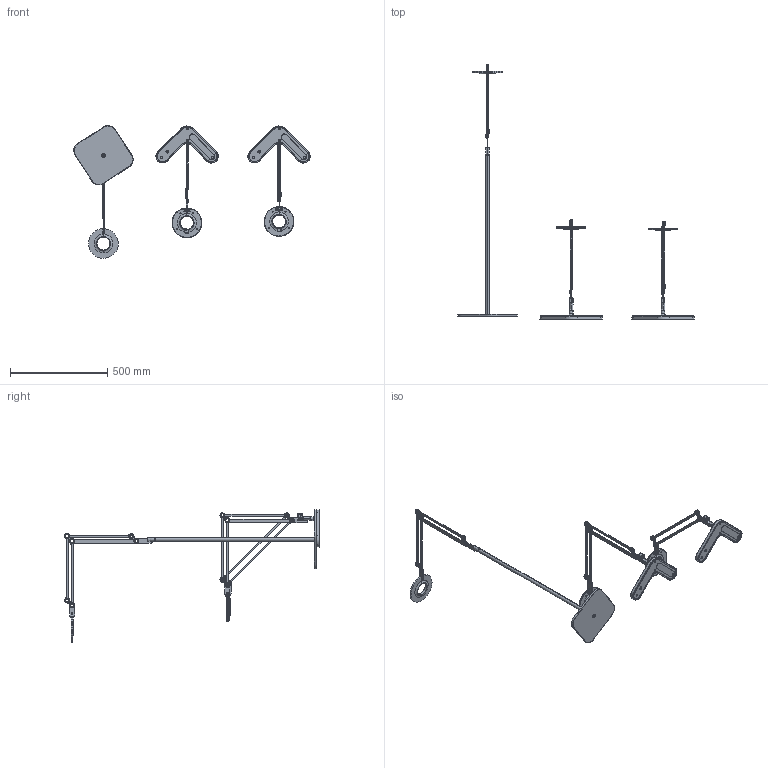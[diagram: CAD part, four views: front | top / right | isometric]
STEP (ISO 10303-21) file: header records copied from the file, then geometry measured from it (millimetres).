
FILE_DESCRIPTION(/* description */ (''),/* implementation_level */ '2;1');
FILE_NAME(/* name */ 'LINK~1',/* time_stamp */ '2018-01-11T11:11:35-08:00',/* author */ (''),/* organization */ (''),/* preprocessor_version */ 'ST-DEVELOPER v15',/* originating_system */ '',/* authorisation */ '');
FILE_SCHEMA (('CONFIG_CONTROL_DESIGN'));
Length unit declared in the file: millimetre
Products named in the file (1): Document
Bounding box: 1212.87 x 1306.73 x 680.87 mm (x, y, z)
Volume: 670659.2 mm3; surface area: 674526.8 mm2
Topology: 4 solids, 117 shells, 1025 faces, 4012 edges, 3071 vertices
Faces by surface type: bspline 757, plane 268
Entity records: 67975 total; most frequent: CARTESIAN_POINT 48106, ORIENTED_EDGE 5834, EDGE_CURVE 4005, VERTEX_POINT 3071, B_SPLINE_CURVE_WITH_KNOTS 2244, EDGE_LOOP 1269, ADVANCED_FACE 1025, FACE_OUTER_BOUND 1025
